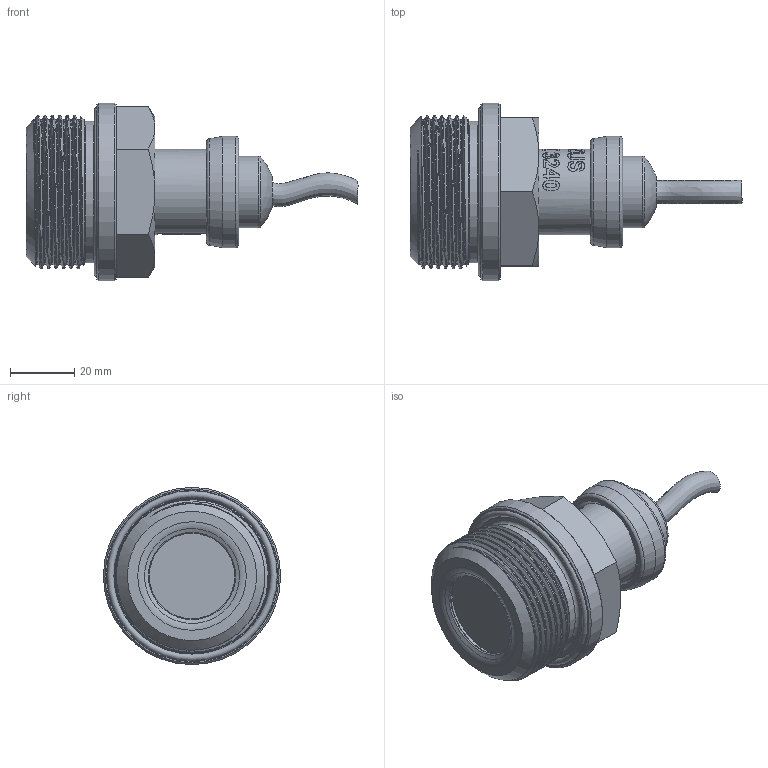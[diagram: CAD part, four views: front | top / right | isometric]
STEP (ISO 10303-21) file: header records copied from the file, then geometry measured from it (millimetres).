
FILE_DESCRIPTION(/* description */ (''),/* implementation_level */ '2;1');
FILE_NAME(/* name */ 'APZ3240_G1-1''2DIN-PVC_StainlessSteelCableGland.step',/* time_stamp */ '2021-06-24T16:47:58+03:00',/* author */ (''),/* organization */ (''),/* preprocessor_version */ 'ST-DEVELOPER v18.1',/* originating_system */ 'Autodesk Translation Framework v10.9.0.1377',/* authorisation */ '');
FILE_SCHEMA (('AUTOMOTIVE_DESIGN { 1 0 10303 214 3 1 1 }'));
Length unit declared in the file: millimetre
Products named in the file (7): апз 3240 заполненый; Stainless steel cable gland assembly v4; wire; Stainless steel cable gland v2; Stainless steel cable gland nut v3; G1-1'2 DIN PVC; Shell
Assembly tree (5 placements, depth 3):
  апз 3240 заполненый
    Stainless steel cable gland assembly v4
      wire
      Stainless steel cable gland v2
      Stainless steel cable gland nut v3
    Shell
  G1-1'2 DIN PVC
Bounding box: 103.02 x 55 x 55 mm (x, y, z)
Volume: 100394.8 mm3; surface area: 26257.2 mm2
Topology: 6 solids, 6 shells, 408 faces, 1076 edges, 712 vertices
Faces by surface type: bspline 243, cylinder 76, plane 44, cone 23, torus 21, sphere 1
Full cylindrical faces by diameter (mm): 7.2 x1, 13 x1, 21.4 x1, 22.3 x2, 24.5 x1, 25.132 x3, 25.526 x2, 26.5 x5, 27.208 x3, 27.7 x1, 33.8 x1, 34.5 x1, 34.737 x4, 35.884 x3, 36.5 x1, 40 x2, 44 x1, 44.845 x6, 48.6 x1, 52.8 x1, 55 x1
Entity records: 25137 total; most frequent: CARTESIAN_POINT 16547, ORIENTED_EDGE 2152, EDGE_CURVE 1076, DIRECTION 999, VERTEX_POINT 712, B_SPLINE_CURVE_WITH_KNOTS 574, EDGE_LOOP 446, FACE_OUTER_BOUND 408
